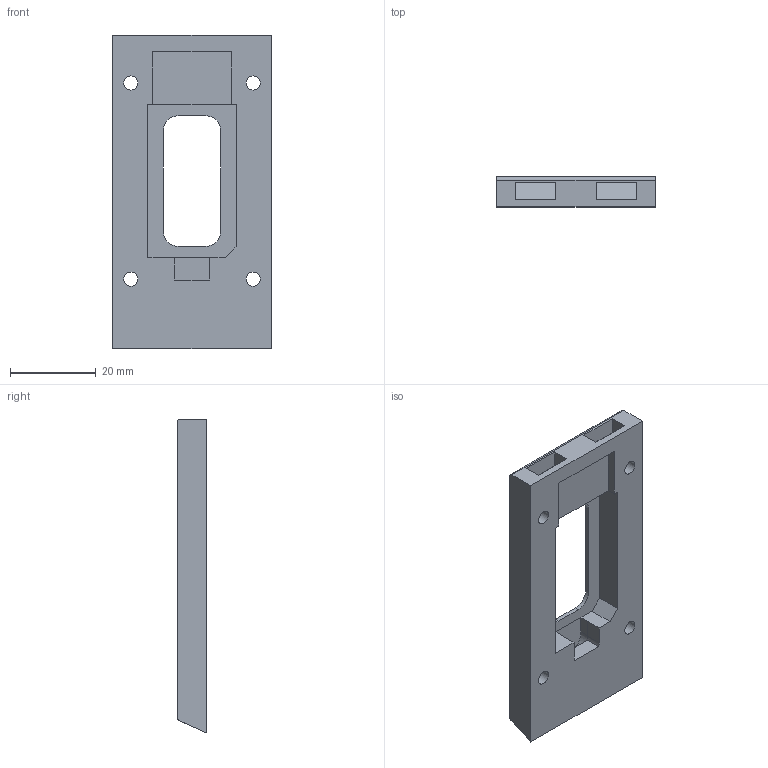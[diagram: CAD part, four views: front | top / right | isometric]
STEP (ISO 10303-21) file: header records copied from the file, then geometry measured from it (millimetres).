
FILE_DESCRIPTION(('FreeCAD Model'),'2;1');
FILE_NAME('Open CASCADE Shape Model','2025-10-08T14:19:48',(''),(''), 'Open CASCADE STEP processor 7.8','FreeCAD','Unknown');
FILE_SCHEMA(('AUTOMOTIVE_DESIGN { 1 0 10303 214 1 1 1 1 }'));
Length unit declared in the file: millimetre
Products named in the file (1): AdaptorBase
Bounding box: 37 x 7 x 73.42 mm (x, y, z)
Volume: 11882.2 mm3; surface area: 7650.7 mm2
Topology: 1 solids, 1 shells, 91 faces, 236 edges, 155 vertices
Faces by surface type: plane 73, cylinder 18
Full cylindrical faces by diameter (mm): 3.3 x4
Entity records: 2837 total; most frequent: CARTESIAN_POINT 533, ORIENTED_EDGE 472, DIRECTION 453, EDGE_CURVE 236, LINE 199, VECTOR 199, VERTEX_POINT 155, AXIS2_PLACEMENT_3D 127
